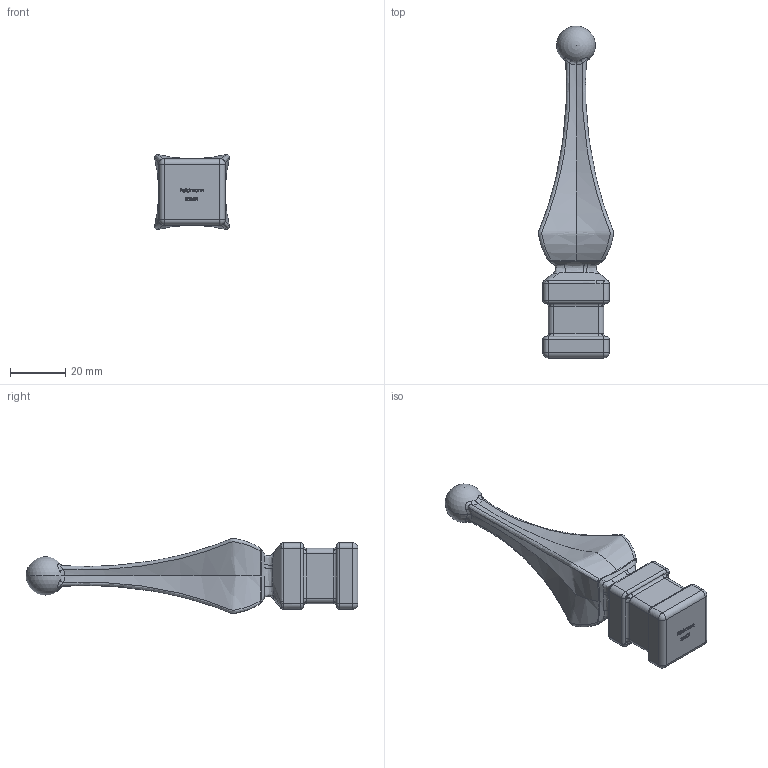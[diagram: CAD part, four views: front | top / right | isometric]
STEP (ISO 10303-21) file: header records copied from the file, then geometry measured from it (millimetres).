
FILE_DESCRIPTION (( 'STEP AP203' ), '1' );
FILE_NAME ('32501.STEP', '2020-11-23T07:27:13', ( '' ), ( '' ), 'SwSTEP 2.0', 'SolidWorks 2018', '' );
FILE_SCHEMA (( 'CONFIG_CONTROL_DESIGN' ));
Length unit declared in the file: millimetre
Products named in the file (2): 32501
Bounding box: 27.1 x 120 x 27.09 mm (x, y, z)
Volume: 32729.7 mm3; surface area: 8561.8 mm2
Topology: 1 solids, 1 shells, 381 faces, 992 edges, 607 vertices
Faces by surface type: bspline 171, plane 130, cylinder 36, torus 32, sphere 12
Entity records: 24245 total; most frequent: CARTESIAN_POINT 16141, ORIENTED_EDGE 1932, DIRECTION 1185, EDGE_CURVE 966, VERTEX_POINT 604, VECTOR 405, LINE 405, EDGE_LOOP 398
